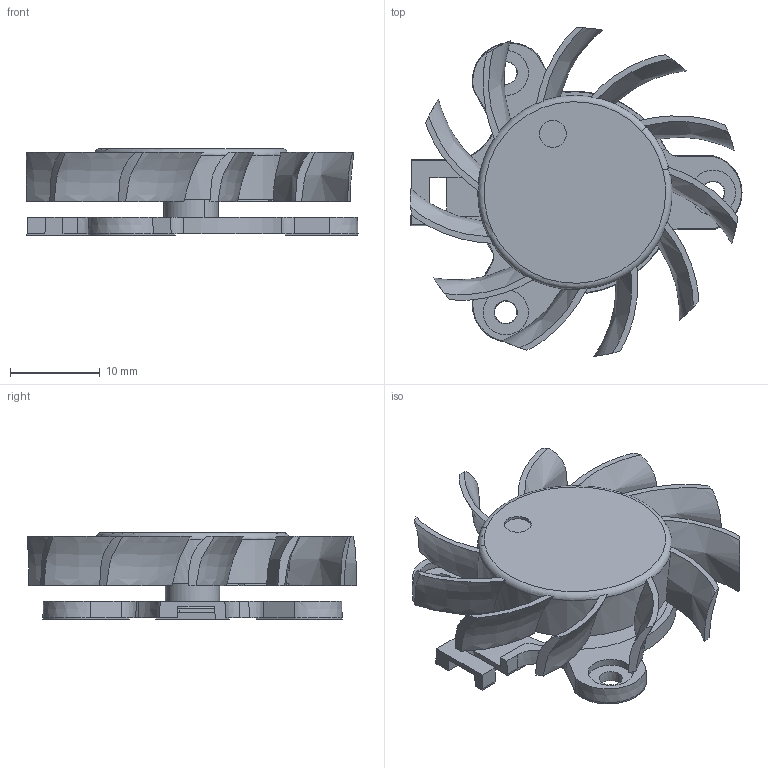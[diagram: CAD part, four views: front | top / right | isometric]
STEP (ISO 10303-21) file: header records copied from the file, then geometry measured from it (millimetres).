
FILE_DESCRIPTION((''),'2;1');
FILE_NAME('ASM0001_ASM','2021-08-26T',('Administrator'),(''),'PRO/ENGINEER BY PARAMETRIC TECHNOLOGY CORPORATION, 2009440','PRO/ENGINEER BY PARAMETRIC TECHNOLOGY CORPORATION, 2009440','');
FILE_SCHEMA(('CONFIG_CONTROL_DESIGN'));
Length unit declared in the file: millimetre
Products named in the file (3): 4010_0522_STP; 4010ZJ-GM; ASM0001_ASM
Assembly tree (2 placements, depth 2):
  ASM0001_ASM
    4010_0522_STP
    4010ZJ-GM
Bounding box: 36.97 x 36.6 x 9.65 mm (x, y, z)
Volume: 1760.5 mm3; surface area: 4439.7 mm2
Topology: 2 solids, 2 shells, 225 faces, 648 edges, 435 vertices
Faces by surface type: plane 82, cylinder 56, cone 55, bspline 24, torus 8
Entity records: 10362 total; most frequent: CARTESIAN_POINT 4447, ORIENTED_EDGE 1296, DIRECTION 1180, EDGE_CURVE 648, AXIS2_PLACEMENT_3D 500, VERTEX_POINT 435, CIRCLE 294, EDGE_LOOP 249
